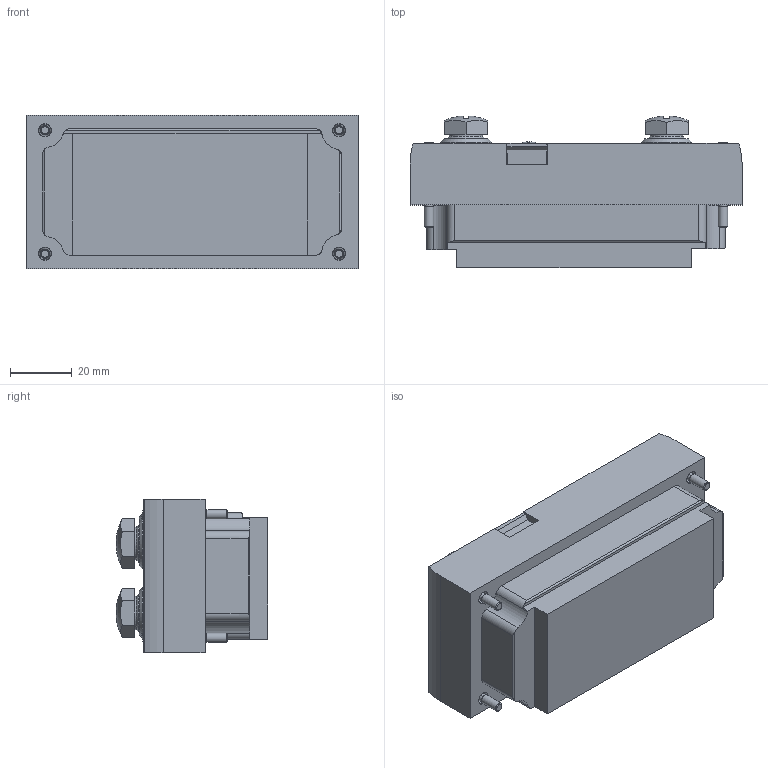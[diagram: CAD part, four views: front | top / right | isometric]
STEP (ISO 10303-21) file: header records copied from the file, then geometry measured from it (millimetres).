
FILE_DESCRIPTION(/* description */ ('STEP AP214'),/* implementation_level */ '2;1');
FILE_NAME(/* name */ '8110369_CPX-FB43',/* time_stamp */ '2024-08-07T19:34:04+02:00',/* author */ ('License CC BY-ND 4.0'),/* organization */ ('CADENAS'),/* preprocessor_version */ 'ST-DEVELOPER v19.3',/* originating_system */ 'PARTsolutions',/* authorisation */ ' ');
FILE_SCHEMA (('AUTOMOTIVE_DESIGN {1 0 10303 214 3 1 1}'));
Length unit declared in the file: millimetre
Products named in the file (6): 8110369 CPX-FB43; 8110369 CPX-FB43---(g_1_0); 548757 CPX-AK-P---(g_2_1); 8110369 CPX-FB43---(g_5_0); 550216 CPX-M-M3X22-S-4X; 165592 ISK-M12
Assembly tree (9 placements, depth 2):
  8110369 CPX-FB43
    8110369 CPX-FB43---(g_1_0)
    548757 CPX-AK-P---(g_2_1)
    8110369 CPX-FB43---(g_5_0)
    550216 CPX-M-M3X22-S-4X  x4
    165592 ISK-M12  x2
Bounding box: 107.6 x 49.2 x 49.7 mm (x, y, z)
Volume: 138587.9 mm3; surface area: 43590.4 mm2
Topology: 9 solids, 9 shells, 532 faces, 1288 edges, 819 vertices
Faces by surface type: plane 285, cylinder 168, cone 63, torus 8, sphere 8
Full cylindrical faces by diameter (mm): 1.1 x12, 2.3 x2, 2.6 x4, 3 x4, 3.3 x4, 5.6 x4, 6 x2, 6.5 x4, 8.6 x2, 10.3 x2, 10.773 x2, 10.917 x3, 12 x2, 12.5 x3, 16.3 x3
Entity records: 10880 total; most frequent: DIRECTION 1907, CARTESIAN_POINT 1896, ORIENTED_EDGE 1672, EDGE_CURVE 836, AXIS2_PLACEMENT_3D 704, VERTEX_POINT 575, FACE_BOUND 507, EDGE_LOOP 505
